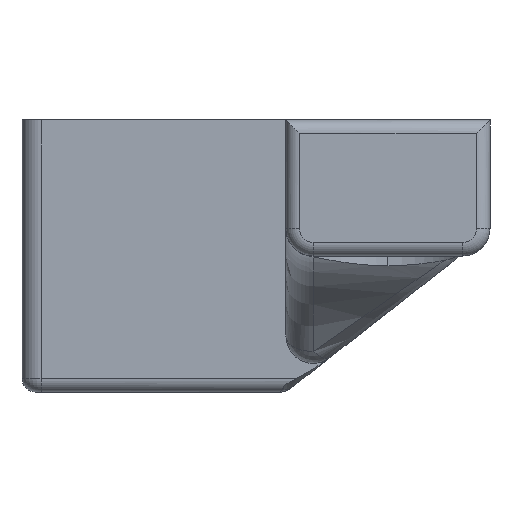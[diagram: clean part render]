
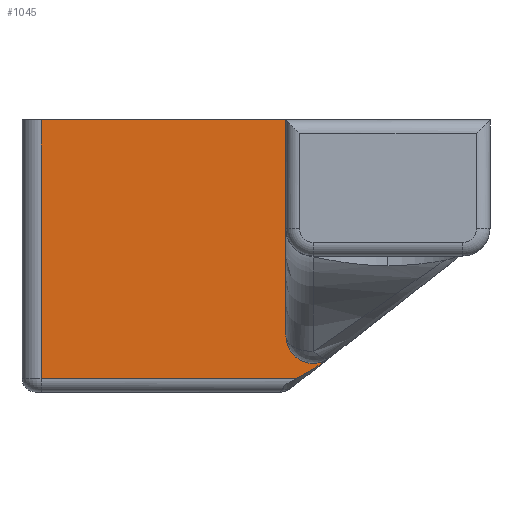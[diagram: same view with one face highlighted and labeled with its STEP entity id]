
A CAD part, left-side view. The second image highlights one B-rep face of the part: STEP entity #1045.
In plain terms, the highlighted planar face has unit normal (-1, 0, 0).
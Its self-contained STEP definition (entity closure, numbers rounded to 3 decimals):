
#1 = VECTOR ( 'NONE', #1695, 1000. ) ;
#16 = ORIENTED_EDGE ( 'NONE', *, *, #850, .T. ) ;
#19 = EDGE_CURVE ( 'NONE', #549, #1697, #780, .T. ) ;
#105 = VERTEX_POINT ( 'NONE', #1758 ) ;
#113 = ORIENTED_EDGE ( 'NONE', *, *, #1892, .F. ) ;
#122 = CARTESIAN_POINT ( 'NONE',  ( 12.2, 7.499, -2.972 ) ) ;
#123 = EDGE_CURVE ( 'NONE', #1861, #105, #1155, .T. ) ;
#162 = CARTESIAN_POINT ( 'NONE',  ( 12.2, 7.5, 5. ) ) ;
#211 = VECTOR ( 'NONE', #715, 1000. ) ;
#256 = EDGE_CURVE ( 'NONE', #1752, #699, #359, .T. ) ;
#302 = CIRCLE ( 'NONE', #1298, 0.999 ) ;
#331 = PLANE ( 'NONE',  #1936 ) ;
#350 = DIRECTION ( 'NONE',  ( 0., 0., 1. ) ) ;
#359 = LINE ( 'NONE', #1318, #211 ) ;
#369 = CARTESIAN_POINT ( 'NONE',  ( 12.2, 16.5, 5. ) ) ;
#451 = CARTESIAN_POINT ( 'NONE',  ( 12.2, 7.5, -2.901 ) ) ;
#476 = LINE ( 'NONE', #2065, #742 ) ;
#477 = CARTESIAN_POINT ( 'NONE',  ( 12.2, 6.897, -4.393 ) ) ;
#506 = CARTESIAN_POINT ( 'NONE',  ( 12.2, 16.5, -5. ) ) ;
#509 = VECTOR ( 'NONE', #350, 1000. ) ;
#511 = ORIENTED_EDGE ( 'NONE', *, *, #19, .T. ) ;
#533 = ORIENTED_EDGE ( 'NONE', *, *, #256, .T. ) ;
#549 = VERTEX_POINT ( 'NONE', #122 ) ;
#571 = VERTEX_POINT ( 'NONE', #1382 ) ;
#662 = CARTESIAN_POINT ( 'NONE',  ( 12.2, 6.087, -3.891 ) ) ;
#699 = VERTEX_POINT ( 'NONE', #369 ) ;
#715 = DIRECTION ( 'NONE',  ( 0., 1., 0. ) ) ;
#724 = EDGE_CURVE ( 'NONE', #1697, #1752, #843, .T. ) ;
#742 = VECTOR ( 'NONE', #931, 1000. ) ;
#745 = CARTESIAN_POINT ( 'NONE',  ( 12.2, 7.5, -2.925 ) ) ;
#780 = B_SPLINE_CURVE_WITH_KNOTS ( 'NONE', 3,
 ( #1246, #2017, #745, #1880 ),
 .UNSPECIFIED., .F., .F.,
 ( 4, 4 ),
 ( 0.001, 0.001 ),
 .UNSPECIFIED. ) ;
#786 = EDGE_CURVE ( 'NONE', #571, #1861, #1359, .T. ) ;
#788 = CARTESIAN_POINT ( 'NONE',  ( 12.2, 7.111, -4.5 ) ) ;
#843 = LINE ( 'NONE', #1814, #509 ) ;
#850 = EDGE_CURVE ( 'NONE', #105, #549, #302, .T. ) ;
#887 = ORIENTED_EDGE ( 'NONE', *, *, #123, .T. ) ;
#931 = DIRECTION ( 'NONE',  ( 0., 0., 1. ) ) ;
#960 = DIRECTION ( 'NONE',  ( 1., 0., 0. ) ) ;
#975 = EDGE_LOOP ( 'NONE', ( #113, #1476, #887, #16, #511, #1280, #533 ) ) ;
#1037 = CARTESIAN_POINT ( 'NONE',  ( 12.2, 8.644, -4.5 ) ) ;
#1045 = ADVANCED_FACE ( 'NONE', ( #1325 ), #331, .F. ) ;
#1096 = CARTESIAN_POINT ( 'NONE',  ( 12.2, 6.284, -4.025 ) ) ;
#1140 = CARTESIAN_POINT ( 'NONE',  ( 12.2, 7.111, -4.5 ) ) ;
#1155 = B_SPLINE_CURVE_WITH_KNOTS ( 'NONE', 3,
 ( #1140, #477, #1272, #1096, #662, #1899 ),
 .UNSPECIFIED., .F., .F.,
 ( 4, 2, 4 ),
 ( 0.002, 0.002, 0.003 ),
 .UNSPECIFIED. ) ;
#1163 = DIRECTION ( 'NONE',  ( 0., 0., -1. ) ) ;
#1189 = CARTESIAN_POINT ( 'NONE',  ( 12.2, 6.5, -2.95 ) ) ;
#1246 = CARTESIAN_POINT ( 'NONE',  ( 12.2, 7.499, -2.972 ) ) ;
#1272 = CARTESIAN_POINT ( 'NONE',  ( 12.2, 6.69, -4.276 ) ) ;
#1280 = ORIENTED_EDGE ( 'NONE', *, *, #724, .T. ) ;
#1298 = AXIS2_PLACEMENT_3D ( 'NONE', #1189, #1824, #1845 ) ;
#1318 = CARTESIAN_POINT ( 'NONE',  ( 12.2, 16.5, 5. ) ) ;
#1325 = FACE_OUTER_BOUND ( 'NONE', #975, .T. ) ;
#1359 = LINE ( 'NONE', #1037, #1 ) ;
#1382 = CARTESIAN_POINT ( 'NONE',  ( 12.2, 16.5, -4.5 ) ) ;
#1476 = ORIENTED_EDGE ( 'NONE', *, *, #786, .T. ) ;
#1695 = DIRECTION ( 'NONE',  ( 0., -1., 0. ) ) ;
#1697 = VERTEX_POINT ( 'NONE', #451 ) ;
#1752 = VERTEX_POINT ( 'NONE', #162 ) ;
#1758 = CARTESIAN_POINT ( 'NONE',  ( 12.2, 5.896, -3.746 ) ) ;
#1814 = CARTESIAN_POINT ( 'NONE',  ( 12.2, 7.5, -5. ) ) ;
#1824 = DIRECTION ( 'NONE',  ( 1., 0., 0. ) ) ;
#1845 = DIRECTION ( 'NONE',  ( 0., 0., -1. ) ) ;
#1861 = VERTEX_POINT ( 'NONE', #788 ) ;
#1880 = CARTESIAN_POINT ( 'NONE',  ( 12.2, 7.5, -2.901 ) ) ;
#1892 = EDGE_CURVE ( 'NONE', #571, #699, #476, .T. ) ;
#1899 = CARTESIAN_POINT ( 'NONE',  ( 12.2, 5.896, -3.746 ) ) ;
#1936 = AXIS2_PLACEMENT_3D ( 'NONE', #506, #960, #1163 ) ;
#2017 = CARTESIAN_POINT ( 'NONE',  ( 12.2, 7.5, -2.949 ) ) ;
#2065 = CARTESIAN_POINT ( 'NONE',  ( 12.2, 16.5, -5. ) ) ;
